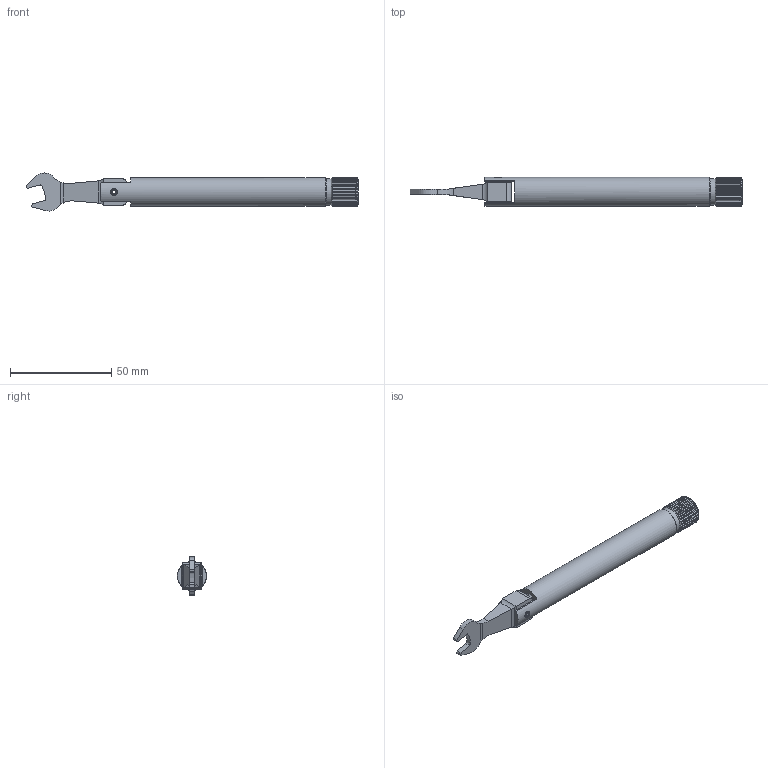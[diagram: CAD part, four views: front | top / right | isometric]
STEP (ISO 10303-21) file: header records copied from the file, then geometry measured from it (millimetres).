
FILE_DESCRIPTION(/* description */ ('Unknown'),/* implementation_level */ '2;1');
FILE_NAME(/* name */ '6006330101',/* time_stamp */ '2021-03-11T16:34:22+01:00',/* author */ ('Unknown'),/* organization */ ('Unknown'),/* preprocessor_version */ 'ST-DEVELOPER v16.7',/* originating_system */ 'DEX',/* authorisation */ $);
FILE_SCHEMA (('AUTOMOTIVE_DESIGN {1 0 10303 214 3 1 1}'));
Length unit declared in the file: millimetre
Products named in the file (2): 6006330101
Assembly tree (1 placements, depth 2):
  6006330101
    6006330101
Bounding box: 164.05 x 14.35 x 18.79 mm (x, y, z)
Volume: 14001.5 mm3; surface area: 11381.8 mm2
Topology: 1 solids, 1 shells, 229 faces, 726 edges, 500 vertices
Faces by surface type: plane 101, cylinder 74, torus 32, cone 15, bspline 7
Full cylindrical faces by diameter (mm): 6.1 x2, 7.3 x1, 9.2 x1, 9.5 x1, 13.2 x1, 14.3 x1
Entity records: 15328 total; most frequent: CARTESIAN_POINT 7789, ORIENTED_EDGE 1388, DIRECTION 1030, EDGE_CURVE 694, VERTEX_POINT 493, AXIS2_PLACEMENT_3D 407, B_SPLINE_CURVE_WITH_KNOTS 277, EDGE_LOOP 265
